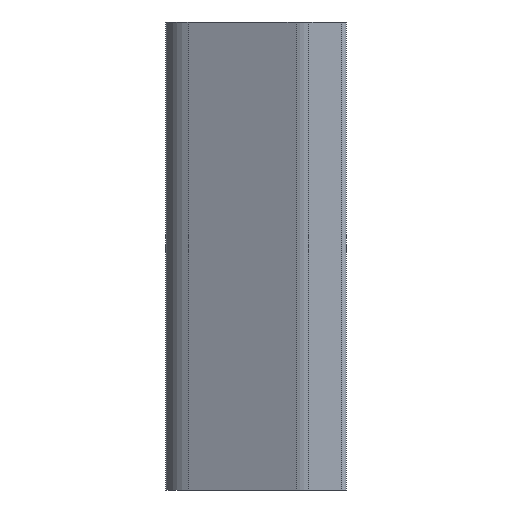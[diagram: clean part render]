
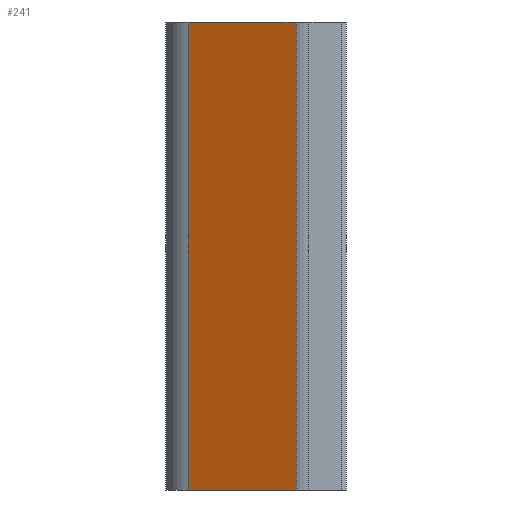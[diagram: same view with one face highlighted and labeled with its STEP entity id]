
A CAD part, left-side view. The second image highlights one B-rep face of the part: STEP entity #241.
In plain terms, the highlighted planar face has unit normal (-0.906, 0.423, 0).
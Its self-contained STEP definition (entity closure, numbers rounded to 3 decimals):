
#27 = VECTOR ( 'NONE', #222, 1000. ) ;
#34 = ORIENTED_EDGE ( 'NONE', *, *, #320, .T. ) ;
#83 = CARTESIAN_POINT ( 'NONE',  ( -8.433, 30.967, 0. ) ) ;
#93 = CARTESIAN_POINT ( 'NONE',  ( -20.044, 6.067, 108. ) ) ;
#101 = DIRECTION ( 'NONE',  ( -0.423, -0.906, 0. ) ) ;
#109 = EDGE_LOOP ( 'NONE', ( #409, #449, #1120, #34 ) ) ;
#140 = VERTEX_POINT ( 'NONE', #425 ) ;
#222 = DIRECTION ( 'NONE',  ( 0., 0., -1. ) ) ;
#241 = ADVANCED_FACE ( 'NONE', ( #743 ), #652, .F. ) ;
#245 = AXIS2_PLACEMENT_3D ( 'NONE', #1006, #292, #910 ) ;
#292 = DIRECTION ( 'NONE',  ( 0.906, -0.423, 0. ) ) ;
#320 = EDGE_CURVE ( 'NONE', #965, #140, #981, .T. ) ;
#348 = CARTESIAN_POINT ( 'NONE',  ( -20.044, 6.067, 0. ) ) ;
#408 = CARTESIAN_POINT ( 'NONE',  ( -8.433, 30.967, 108. ) ) ;
#409 = ORIENTED_EDGE ( 'NONE', *, *, #594, .T. ) ;
#425 = CARTESIAN_POINT ( 'NONE',  ( -8.433, 30.967, 0. ) ) ;
#428 = DIRECTION ( 'NONE',  ( 0., 0., -1. ) ) ;
#434 = VERTEX_POINT ( 'NONE', #348 ) ;
#449 = ORIENTED_EDGE ( 'NONE', *, *, #1109, .F. ) ;
#518 = LINE ( 'NONE', #964, #748 ) ;
#594 = EDGE_CURVE ( 'NONE', #140, #434, #1021, .T. ) ;
#633 = VERTEX_POINT ( 'NONE', #93 ) ;
#652 = PLANE ( 'NONE',  #245 ) ;
#743 = FACE_OUTER_BOUND ( 'NONE', #109, .T. ) ;
#748 = VECTOR ( 'NONE', #428, 1000. ) ;
#817 = CARTESIAN_POINT ( 'NONE',  ( -8.433, 30.967, 108. ) ) ;
#910 = DIRECTION ( 'NONE',  ( 0.423, 0.906, 0. ) ) ;
#922 = CARTESIAN_POINT ( 'NONE',  ( -8.433, 30.967, 108. ) ) ;
#947 = LINE ( 'NONE', #817, #1014 ) ;
#964 = CARTESIAN_POINT ( 'NONE',  ( -20.044, 6.067, 108. ) ) ;
#965 = VERTEX_POINT ( 'NONE', #408 ) ;
#981 = LINE ( 'NONE', #922, #27 ) ;
#1006 = CARTESIAN_POINT ( 'NONE',  ( -8.433, 30.967, 108. ) ) ;
#1014 = VECTOR ( 'NONE', #101, 1000. ) ;
#1021 = LINE ( 'NONE', #83, #1036 ) ;
#1036 = VECTOR ( 'NONE', #1075, 1000. ) ;
#1075 = DIRECTION ( 'NONE',  ( -0.423, -0.906, 0. ) ) ;
#1109 = EDGE_CURVE ( 'NONE', #633, #434, #518, .T. ) ;
#1120 = ORIENTED_EDGE ( 'NONE', *, *, #1130, .F. ) ;
#1130 = EDGE_CURVE ( 'NONE', #965, #633, #947, .T. ) ;
